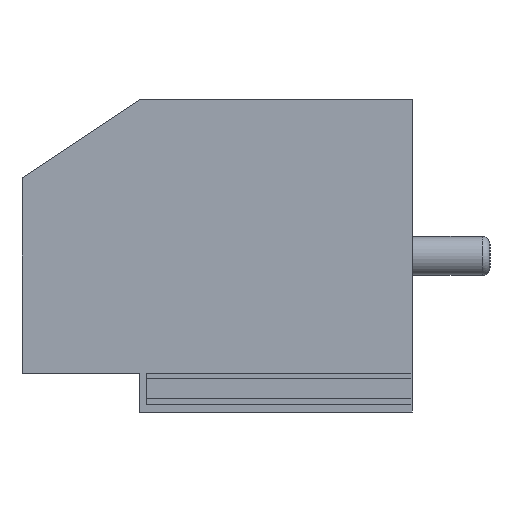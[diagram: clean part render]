
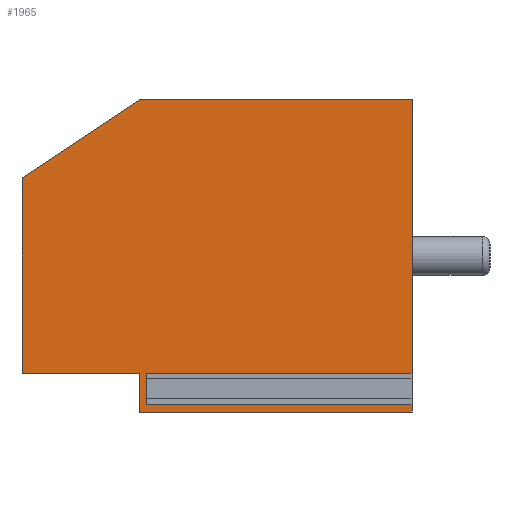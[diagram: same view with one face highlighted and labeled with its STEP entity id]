
A CAD part, left-side view. The second image highlights one B-rep face of the part: STEP entity #1965.
In plain terms, the highlighted planar face has unit normal (-1, 0, 0).
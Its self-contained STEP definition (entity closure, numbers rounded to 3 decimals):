
#101=PLANE('',#2142);
#186=FACE_OUTER_BOUND('',#301,.T.);
#301=EDGE_LOOP('',(#1548,#1549,#1550,#1551,#1552,#1553,#1554,#1555,#1556,
#1557,#1558));
#387=LINE('',#2884,#604);
#409=LINE('',#2932,#626);
#413=LINE('',#2940,#630);
#457=LINE('',#3036,#674);
#463=LINE('',#3047,#680);
#464=LINE('',#3049,#681);
#465=LINE('',#3052,#682);
#468=LINE('',#3058,#685);
#471=LINE('',#3064,#688);
#474=LINE('',#3070,#691);
#477=LINE('',#3075,#694);
#604=VECTOR('',#2303,1.);
#626=VECTOR('',#2333,1.);
#630=VECTOR('',#2337,1.);
#674=VECTOR('',#2435,1.);
#680=VECTOR('',#2445,1.);
#681=VECTOR('',#2448,1.);
#682=VECTOR('',#2451,1.);
#685=VECTOR('',#2456,1.);
#688=VECTOR('',#2461,1.);
#691=VECTOR('',#2466,1.);
#694=VECTOR('',#2471,1.);
#880=VERTEX_POINT('',#2881);
#881=VERTEX_POINT('',#2883);
#903=VERTEX_POINT('',#2931);
#906=VERTEX_POINT('',#2937);
#907=VERTEX_POINT('',#2939);
#932=VERTEX_POINT('',#3035);
#935=VERTEX_POINT('',#3045);
#936=VERTEX_POINT('',#3051);
#938=VERTEX_POINT('',#3057);
#940=VERTEX_POINT('',#3063);
#942=VERTEX_POINT('',#3069);
#1069=EDGE_CURVE('',#881,#880,#387,.T.);
#1094=EDGE_CURVE('',#881,#903,#409,.T.);
#1098=EDGE_CURVE('',#906,#907,#413,.T.);
#1145=EDGE_CURVE('',#932,#903,#457,.T.);
#1151=EDGE_CURVE('',#906,#935,#463,.T.);
#1152=EDGE_CURVE('',#935,#932,#464,.T.);
#1153=EDGE_CURVE('',#880,#936,#465,.T.);
#1156=EDGE_CURVE('',#938,#936,#468,.T.);
#1159=EDGE_CURVE('',#940,#938,#471,.T.);
#1162=EDGE_CURVE('',#942,#940,#474,.T.);
#1165=EDGE_CURVE('',#907,#942,#477,.T.);
#1548=ORIENTED_EDGE('',*,*,#1145,.T.);
#1549=ORIENTED_EDGE('',*,*,#1094,.F.);
#1550=ORIENTED_EDGE('',*,*,#1069,.T.);
#1551=ORIENTED_EDGE('',*,*,#1153,.T.);
#1552=ORIENTED_EDGE('',*,*,#1156,.F.);
#1553=ORIENTED_EDGE('',*,*,#1159,.F.);
#1554=ORIENTED_EDGE('',*,*,#1162,.F.);
#1555=ORIENTED_EDGE('',*,*,#1165,.F.);
#1556=ORIENTED_EDGE('',*,*,#1098,.F.);
#1557=ORIENTED_EDGE('',*,*,#1151,.T.);
#1558=ORIENTED_EDGE('',*,*,#1152,.T.);
#1965=ADVANCED_FACE('',(#186),#101,.F.);
#2142=AXIS2_PLACEMENT_3D('',#3078,#2475,#2476);
#2303=DIRECTION('',(0.,1.,0.));
#2333=DIRECTION('',(0.,0.,-1.));
#2337=DIRECTION('',(0.,0.,-1.));
#2435=DIRECTION('',(0.,-1.,0.));
#2445=DIRECTION('',(0.,1.,0.));
#2448=DIRECTION('',(0.,0.,1.));
#2451=DIRECTION('',(0.,0.832,-0.555));
#2456=DIRECTION('',(0.,0.,1.));
#2461=DIRECTION('',(0.,1.,0.));
#2466=DIRECTION('',(0.,0.,1.));
#2471=DIRECTION('',(0.,1.,0.));
#2475=DIRECTION('center_axis',(1.,0.,0.));
#2476=DIRECTION('ref_axis',(0.,0.,-1.));
#2881=CARTESIAN_POINT('',(-0.5,0.7,0.4));
#2883=CARTESIAN_POINT('',(-0.5,0.,0.4));
#2884=CARTESIAN_POINT('',(-0.5,0.,0.4));
#2931=CARTESIAN_POINT('',(-0.5,0.,-0.315));
#2932=CARTESIAN_POINT('',(-0.5,0.,0.));
#2937=CARTESIAN_POINT('',(-0.5,0.,-0.365));
#2939=CARTESIAN_POINT('',(-0.5,0.,-0.4));
#2940=CARTESIAN_POINT('',(-0.5,0.,0.));
#3035=CARTESIAN_POINT('',(-0.5,0.68,-0.315));
#3036=CARTESIAN_POINT('',(-0.5,0.25,-0.315));
#3045=CARTESIAN_POINT('',(-0.5,0.68,-0.365));
#3047=CARTESIAN_POINT('',(-0.5,0.25,-0.365));
#3049=CARTESIAN_POINT('',(-0.5,0.68,-0.17));
#3051=CARTESIAN_POINT('',(-0.5,1.,0.2));
#3052=CARTESIAN_POINT('',(-0.5,0.7,0.4));
#3057=CARTESIAN_POINT('',(-0.5,1.,-0.3));
#3058=CARTESIAN_POINT('',(-0.5,1.,-0.3));
#3063=CARTESIAN_POINT('',(-0.5,0.7,-0.3));
#3064=CARTESIAN_POINT('',(-0.5,0.7,-0.3));
#3069=CARTESIAN_POINT('',(-0.5,0.7,-0.4));
#3070=CARTESIAN_POINT('',(-0.5,0.7,-0.4));
#3075=CARTESIAN_POINT('',(-0.5,0.,-0.4));
#3078=CARTESIAN_POINT('Origin',(-0.5,0.5,0.));
